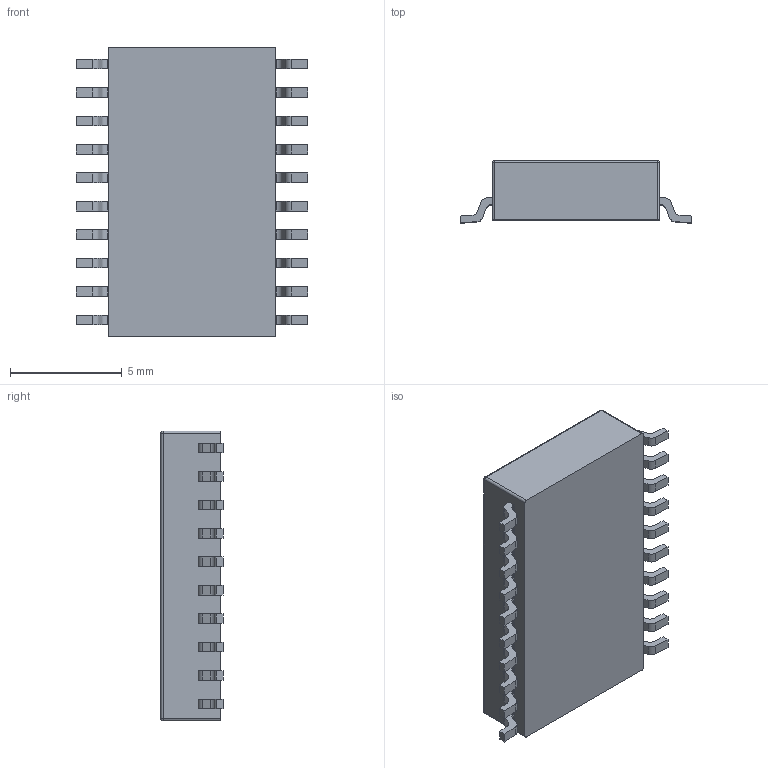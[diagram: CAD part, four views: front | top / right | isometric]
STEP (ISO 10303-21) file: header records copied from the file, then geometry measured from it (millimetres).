
FILE_DESCRIPTION((''),'2;1');
FILE_NAME('4420P-601','2012-08-22T',('ryans'),('Bourns, Inc.'),'PRO/ENGINEER BY PARAMETRIC TECHNOLOGY CORPORATION, 2010100','PRO/ENGINEER BY PARAMETRIC TECHNOLOGY CORPORATION, 2010100','');
FILE_SCHEMA(('CONFIG_CONTROL_DESIGN'));
Length unit declared in the file: millimetre
Products named in the file (1): 4420P-601
Bounding box: 10.34 x 2.78 x 12.95 mm (x, y, z)
Volume: 262.2 mm3; surface area: 356.2 mm2
Topology: 1 solids, 1 shells, 278 faces, 756 edges, 500 vertices
Faces by surface type: plane 186, cylinder 88, sphere 4
Entity records: 8778 total; most frequent: CARTESIAN_POINT 1534, ORIENTED_EDGE 1512, DIRECTION 1488, EDGE_CURVE 756, VECTOR 580, LINE 580, VERTEX_POINT 500, AXIS2_PLACEMENT_3D 454
